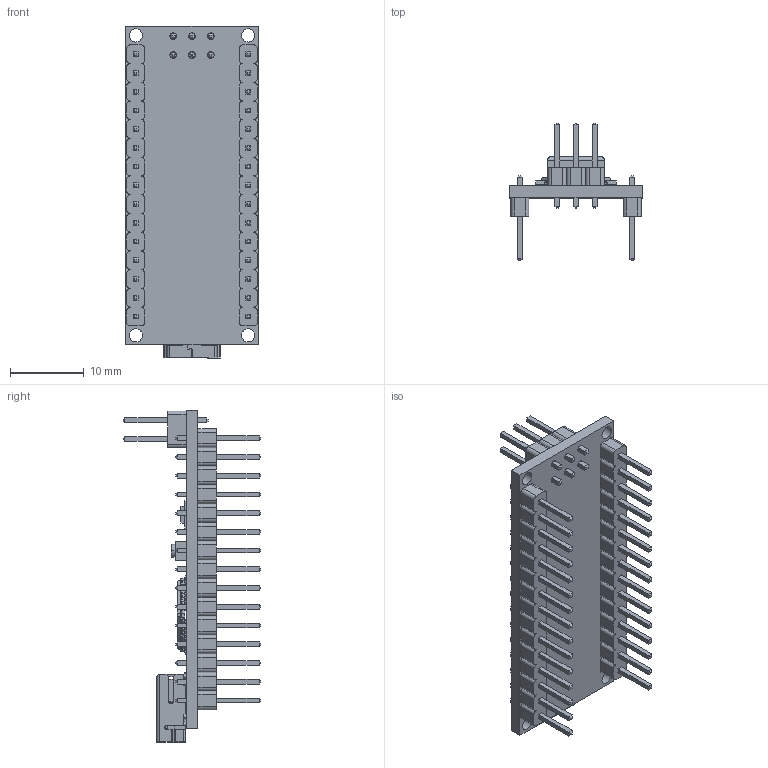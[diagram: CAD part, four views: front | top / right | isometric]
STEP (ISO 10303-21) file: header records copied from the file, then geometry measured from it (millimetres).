
FILE_DESCRIPTION (( 'STEP AP214' ), '1' );
FILE_NAME ('ARDUINO NANO 3.0.STEP', '2021-11-01T23:45:32', ( '' ), ( '' ), 'SwSTEP 2.0', 'SolidWorks 2017', '' );
FILE_SCHEMA (( 'AUTOMOTIVE_DESIGN' ));
Length unit declared in the file: millimetre
Products named in the file (1): ARDUINO NANO 3.0
Bounding box: 18 x 18.6 x 45 mm (x, y, z)
Volume: 2122.8 mm3; surface area: 5033.4 mm2
Topology: 87 solids, 87 shells, 1837 faces, 4703 edges, 3034 vertices
Faces by surface type: plane 1396, cylinder 441
Entity records: 76264 total; most frequent: CARTESIAN_POINT 9589, ORIENTED_EDGE 9406, DIRECTION 9259, EDGE_CURVE 4703, VECTOR 3819, LINE 3819, VERTEX_POINT 3034, AXIS2_PLACEMENT_3D 2720
